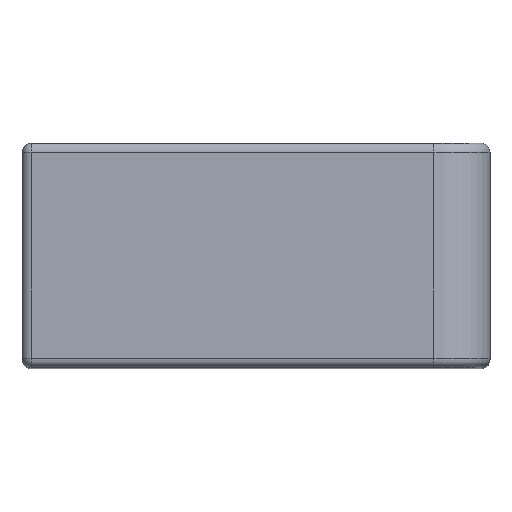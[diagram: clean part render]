
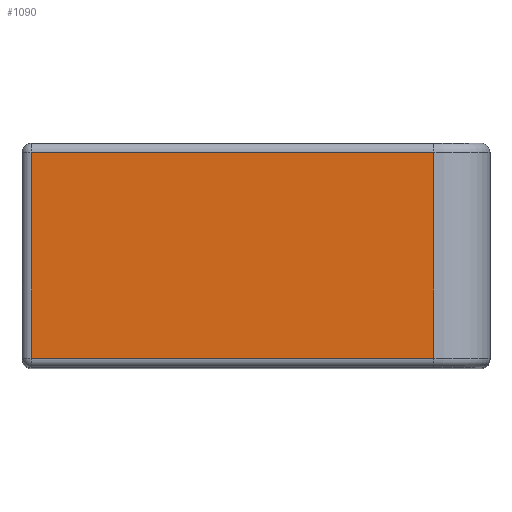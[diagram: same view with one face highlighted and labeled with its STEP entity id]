
A CAD part, top view. The second image highlights one B-rep face of the part: STEP entity #1090.
In plain terms, the highlighted planar face has unit normal (0, 0, 1).
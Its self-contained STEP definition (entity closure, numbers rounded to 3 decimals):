
#441=DIRECTION('',(1.,0.,0.));
#442=VECTOR('',#441,21.5);
#443=CARTESIAN_POINT('',(-12.,11.5,20.));
#444=LINE('',#443,#442);
#448=DIRECTION('',(0.,-1.,0.));
#449=VECTOR('',#448,11.);
#450=CARTESIAN_POINT('',(9.5,11.5,20.));
#451=LINE('',#450,#449);
#455=DIRECTION('',(-1.,0.,0.));
#456=VECTOR('',#455,21.5);
#457=CARTESIAN_POINT('',(9.5,0.5,20.));
#458=LINE('',#457,#456);
#462=DIRECTION('',(0.,-1.,0.));
#463=VECTOR('',#462,11.);
#464=CARTESIAN_POINT('',(-12.,11.5,20.));
#465=LINE('',#464,#463);
#655=CARTESIAN_POINT('',(-12.,11.5,20.));
#656=VERTEX_POINT('',#655);
#659=CARTESIAN_POINT('',(9.5,11.5,20.));
#660=VERTEX_POINT('',#659);
#665=CARTESIAN_POINT('',(9.5,0.5,20.));
#666=CARTESIAN_POINT('',(-12.,0.5,20.));
#667=VERTEX_POINT('',#665);
#668=VERTEX_POINT('',#666);
#1079=CARTESIAN_POINT('',(-12.5,0.,20.));
#1080=DIRECTION('',(0.,0.,1.));
#1081=DIRECTION('',(1.,0.,0.));
#1082=AXIS2_PLACEMENT_3D('',#1079,#1080,#1081);
#1083=PLANE('',#1082);
#1084=ORIENTED_EDGE('',*,*,#1073,.T.);
#1085=ORIENTED_EDGE('',*,*,#1048,.T.);
#1086=ORIENTED_EDGE('',*,*,#761,.T.);
#1087=ORIENTED_EDGE('',*,*,#788,.F.);
#1088=EDGE_LOOP('',(#1084,#1085,#1086,#1087));
#1089=FACE_OUTER_BOUND('',#1088,.F.);
#1090=ADVANCED_FACE('',(#1089),#1083,.T.);
#761=EDGE_CURVE('',#667,#668,#458,.T.);
#788=EDGE_CURVE('',#656,#668,#465,.T.);
#1048=EDGE_CURVE('',#660,#667,#451,.T.);
#1073=EDGE_CURVE('',#656,#660,#444,.T.);
